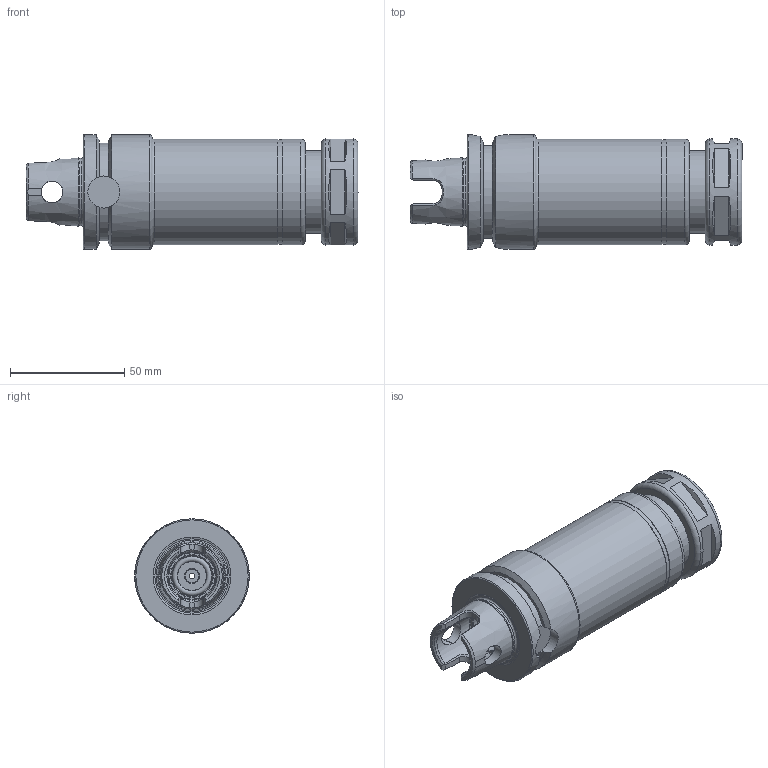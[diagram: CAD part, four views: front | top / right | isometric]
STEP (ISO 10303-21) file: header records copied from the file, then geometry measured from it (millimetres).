
FILE_DESCRIPTION((''),'2;1');
FILE_NAME('126011122120-3D.stp','2020-07-23T09:44:29',('nttooll'),(''),'Autodesk Inventor 2012','Autodesk Inventor 2012','');
FILE_SCHEMA(('AUTOMOTIVE_DESIGN { 1 0 10303 214 1 1 1 1 }'));
Length unit declared in the file: millimetre
Products named in the file (1): 126011122120-3D
Bounding box: 145 x 50 x 50 mm (x, y, z)
Volume: 160214.7 mm3; surface area: 37193.2 mm2
Topology: 1 solids, 4 shells, 170 faces, 383 edges, 239 vertices
Faces by surface type: plane 64, cylinder 41, cone 29, bspline 20, torus 16
Full cylindrical faces by diameter (mm): 2.5 x1, 6 x2, 8.5 x1, 9 x1, 9.5 x2, 12 x2, 14 x2, 17.5 x1, 18 x2, 21 x1, 21.8 x1, 21.9 x1, 22.3 x1, 23 x2, 24 x1, 28 x1, 29.5 x1, 30.4 x1, 32.5 x1, 36 x2, 45.6 x1, 46 x2, 46.3 x1, 50 x2
Entity records: 4914 total; most frequent: CARTESIAN_POINT 1679, DIRECTION 606, ORIENTED_EDGE 588, EDGE_CURVE 294, AXIS2_PLACEMENT_3D 279, EDGE_LOOP 272, VERTEX_POINT 220, FACE_OUTER_BOUND 170
